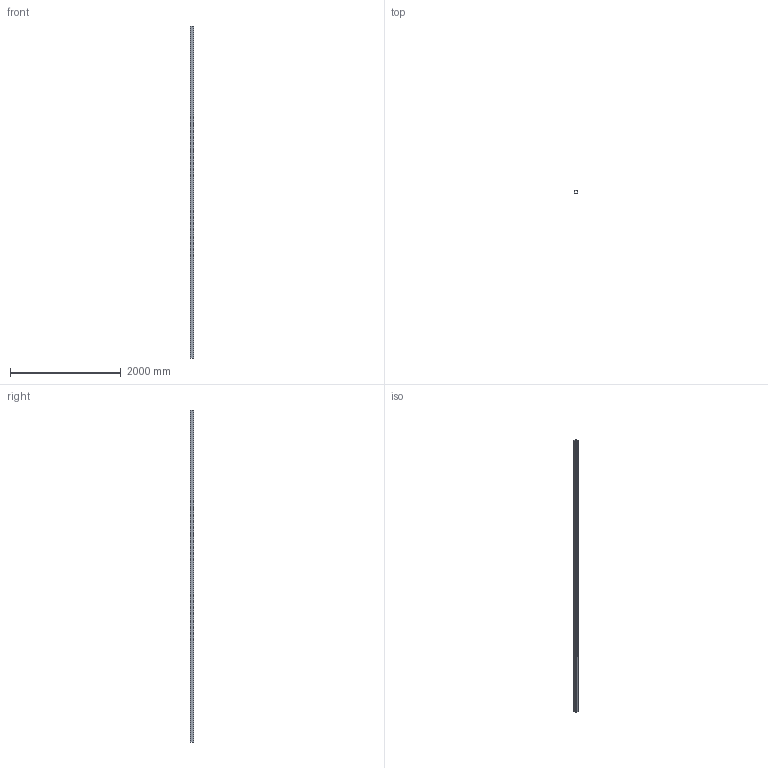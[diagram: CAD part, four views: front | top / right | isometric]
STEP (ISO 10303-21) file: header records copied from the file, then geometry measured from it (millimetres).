
FILE_DESCRIPTION (( 'STEP AP203' ), '1' );
FILE_NAME ('60-60-6-ST.step', '2021-12-22T10:27:26', ( '' ), ( '' ), 'SwSTEP 2.0', 'SolidWorks 2018', '' );
FILE_SCHEMA (( 'CONFIG_CONTROL_DESIGN' ));
Length unit declared in the file: millimetre
Products named in the file (2): 60-60-6-ST
Bounding box: 60 x 60 x 6000 mm (x, y, z)
Volume: 4011291.8 mm3; surface area: 2675537.2 mm2
Topology: 1 solids, 1 shells, 237 faces, 627 edges, 418 vertices
Faces by surface type: plane 121, bspline 108, cylinder 8
Entity records: 13228 total; most frequent: CARTESIAN_POINT 7912, ORIENTED_EDGE 1254, DIRECTION 689, EDGE_CURVE 627, VERTEX_POINT 418, VECTOR 395, LINE 395, EDGE_LOOP 265
